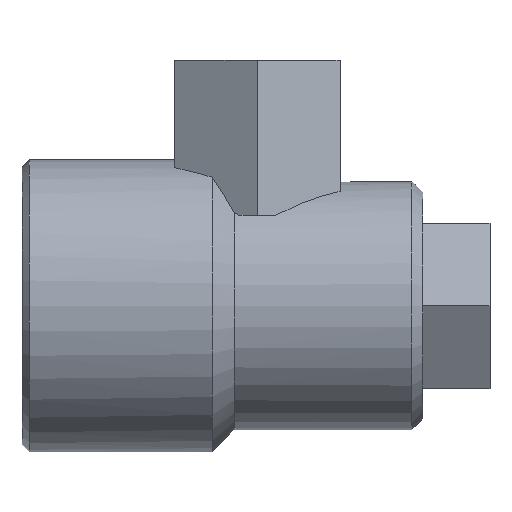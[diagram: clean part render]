
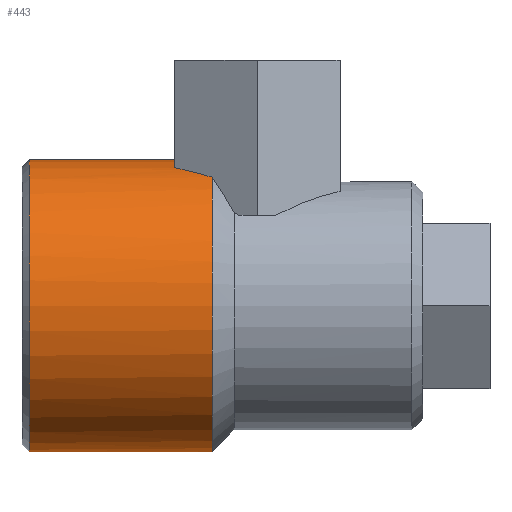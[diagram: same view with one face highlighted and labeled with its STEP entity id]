
A CAD part, left-side view. The second image highlights one B-rep face of the part: STEP entity #443.
In plain terms, the highlighted cylindrical face has radius 28.25 mm (diameter 56.5 mm), a full revolution.
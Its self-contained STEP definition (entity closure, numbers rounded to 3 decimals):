
#125=ELLIPSE('',#489,56.5,28.25);
#126=ELLIPSE('',#491,56.5,28.25);
#131=ORIENTED_EDGE('',*,*,#247,.F.);
#132=ORIENTED_EDGE('',*,*,#248,.F.);
#133=ORIENTED_EDGE('',*,*,#249,.F.);
#134=ORIENTED_EDGE('',*,*,#250,.F.);
#135=ORIENTED_EDGE('',*,*,#251,.T.);
#247=EDGE_CURVE('',#305,#306,#347,.T.);
#248=EDGE_CURVE('',#307,#305,#125,.T.);
#249=EDGE_CURVE('',#308,#307,#348,.T.);
#250=EDGE_CURVE('',#306,#308,#126,.T.);
#251=EDGE_CURVE('',#309,#309,#349,.T.);
#305=VERTEX_POINT('',#678);
#306=VERTEX_POINT('',#679);
#307=VERTEX_POINT('',#681);
#308=VERTEX_POINT('',#683);
#309=VERTEX_POINT('',#686);
#347=CIRCLE('',#488,28.25);
#348=CIRCLE('',#490,28.25);
#349=CIRCLE('',#492,28.25);
#361=EDGE_LOOP('',(#131,#132,#133,#134));
#362=EDGE_LOOP('',(#135));
#401=FACE_BOUND('',#361,.T.);
#402=FACE_BOUND('',#362,.T.);
#441=CYLINDRICAL_SURFACE('',#487,28.25);
#443=ADVANCED_FACE('',(#401,#402),#441,.T.);
#487=AXIS2_PLACEMENT_3D('',#676,#539,#540);
#488=AXIS2_PLACEMENT_3D('',#677,#541,#542);
#489=AXIS2_PLACEMENT_3D('',#680,#543,#544);
#490=AXIS2_PLACEMENT_3D('',#682,#545,#546);
#491=AXIS2_PLACEMENT_3D('',#684,#547,#548);
#492=AXIS2_PLACEMENT_3D('',#685,#549,#550);
#539=DIRECTION('',(0.,-1.,0.));
#540=DIRECTION('',(0.,0.,-1.));
#541=DIRECTION('',(0.,-1.,0.));
#542=DIRECTION('',(0.,0.,-1.));
#543=DIRECTION('',(0.,-0.5,0.866));
#544=DIRECTION('',(0.,-0.866,-0.5));
#545=DIRECTION('',(0.,-1.,0.));
#546=DIRECTION('',(0.,0.,-1.));
#547=DIRECTION('',(0.,-0.5,-0.866));
#548=DIRECTION('',(0.,-0.866,0.5));
#549=DIRECTION('',(0.,-1.,0.));
#550=DIRECTION('',(0.,0.,-1.));
#676=CARTESIAN_POINT('',(0.,13.,0.));
#677=CARTESIAN_POINT('',(0.,53.75,0.));
#678=CARTESIAN_POINT('',(-24.857,53.75,-13.423));
#679=CARTESIAN_POINT('',(-24.857,53.75,13.423));
#680=CARTESIAN_POINT('',(0.,77.,0.));
#681=CARTESIAN_POINT('',(-26.697,61.,-9.238));
#682=CARTESIAN_POINT('',(0.,61.,0.));
#683=CARTESIAN_POINT('',(-26.697,61.,9.238));
#684=CARTESIAN_POINT('',(0.,77.,0.));
#685=CARTESIAN_POINT('',(0.,89.086,0.));
#686=CARTESIAN_POINT('',(0.,89.086,-28.25));
